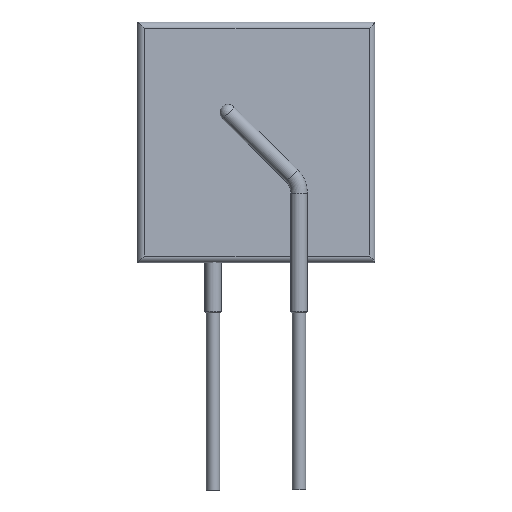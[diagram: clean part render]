
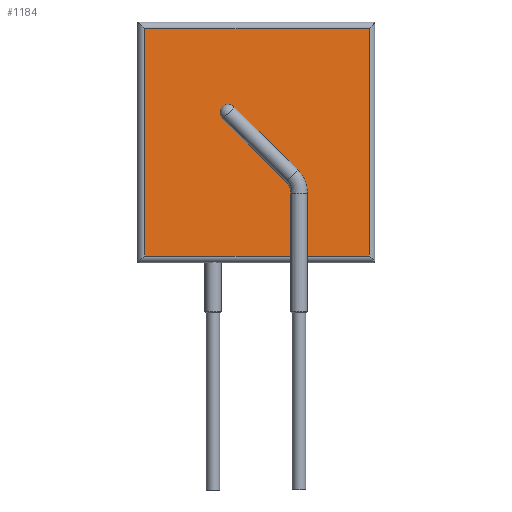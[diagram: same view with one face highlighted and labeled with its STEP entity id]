
A CAD part, front view. The second image highlights one B-rep face of the part: STEP entity #1184.
In plain terms, the highlighted planar face has unit normal (0.156, -0.988, 0).
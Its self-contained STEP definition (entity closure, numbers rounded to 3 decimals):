
#1037=CARTESIAN_POINT('',(-6.654,-1.46,10.8));
#1038=VERTEX_POINT('',#1037);
#1039=CARTESIAN_POINT('',(-6.654,-1.46,24.4));
#1040=VERTEX_POINT('',#1039);
#1041=CARTESIAN_POINT('',(-6.654,-1.46,10.8));
#1042=DIRECTION('',(0.0,0.0,1.0));
#1043=VECTOR('',#1042,13.6);
#1044=LINE('',#1041,#1043);
#1045=EDGE_CURVE('',#1038,#1040,#1044,.T.);
#1077=CARTESIAN_POINT('',(6.779,0.667,24.4));
#1078=VERTEX_POINT('',#1077);
#1079=CARTESIAN_POINT('',(-6.654,-1.46,24.4));
#1080=DIRECTION('',(0.988,0.156,0.0));
#1081=VECTOR('',#1080,13.6);
#1082=LINE('',#1079,#1081);
#1083=EDGE_CURVE('',#1040,#1078,#1082,.T.);
#1102=CARTESIAN_POINT('',(6.779,0.667,10.8));
#1103=VERTEX_POINT('',#1102);
#1104=CARTESIAN_POINT('',(6.779,0.667,24.4));
#1105=DIRECTION('',(0.0,0.0,-1.0));
#1106=VECTOR('',#1105,13.6);
#1107=LINE('',#1104,#1106);
#1108=EDGE_CURVE('',#1078,#1103,#1107,.T.);
#1127=CARTESIAN_POINT('',(6.779,0.667,10.8));
#1128=DIRECTION('',(-0.988,-0.156,0.0));
#1129=VECTOR('',#1128,13.6);
#1130=LINE('',#1127,#1129);
#1131=EDGE_CURVE('',#1103,#1038,#1130,.T.);
#1173=CARTESIAN_POINT('',(0.078,-0.394,17.6));
#1174=DIRECTION('',(-0.156,0.988,0.));
#1175=DIRECTION('',(0.0,0.0,1.0));
#1176=AXIS2_PLACEMENT_3D('',#1173,#1174,#1175);
#1177=PLANE('',#1176);
#1178=ORIENTED_EDGE('',*,*,#1045,.F.);
#1179=ORIENTED_EDGE('',*,*,#1131,.F.);
#1180=ORIENTED_EDGE('',*,*,#1108,.F.);
#1181=ORIENTED_EDGE('',*,*,#1083,.F.);
#1182=EDGE_LOOP('',(#1178,#1179,#1180,#1181));
#1183=FACE_OUTER_BOUND('',#1182,.T.);
#1184=ADVANCED_FACE('',(#1183),#1177,.F.);
